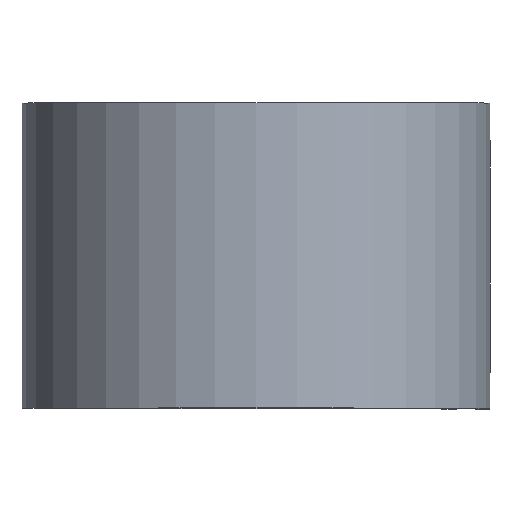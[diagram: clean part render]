
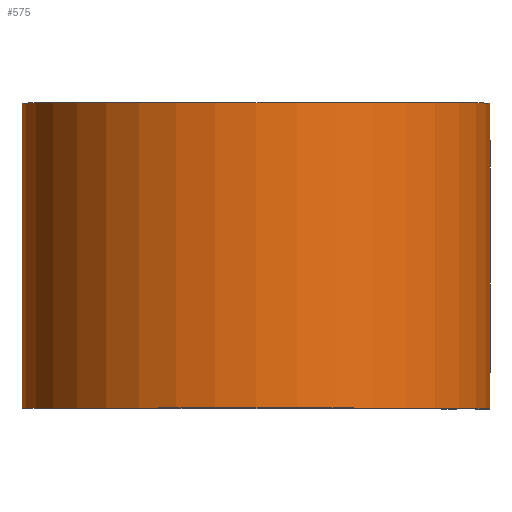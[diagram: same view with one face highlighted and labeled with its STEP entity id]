
A CAD part, top view. The second image highlights one B-rep face of the part: STEP entity #575.
In plain terms, the highlighted cylindrical face has radius 19.469 mm (diameter 38.938 mm), a partial arc.
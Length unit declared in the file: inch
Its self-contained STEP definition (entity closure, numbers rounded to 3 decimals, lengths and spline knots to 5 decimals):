
#12 = CARTESIAN_POINT ( 'NONE',  ( 0., -0.5, -0.7665 ) ) ;
#13 = AXIS2_PLACEMENT_3D ( 'NONE', #490, #486, #481 ) ;
#20 = EDGE_CURVE ( 'NONE', #190, #539, #674, .T. ) ;
#40 = VERTEX_POINT ( 'NONE', #451 ) ;
#49 = CYLINDRICAL_SURFACE ( 'NONE', #182, 0.7665 ) ;
#91 = DIRECTION ( 'NONE',  ( 0., -1., 0. ) ) ;
#178 = ORIENTED_EDGE ( 'NONE', *, *, #221, .T. ) ;
#182 = AXIS2_PLACEMENT_3D ( 'NONE', #446, #322, #501 ) ;
#190 = VERTEX_POINT ( 'NONE', #12 ) ;
#206 = CARTESIAN_POINT ( 'NONE',  ( 0.7665, 0.5, 0. ) ) ;
#212 = EDGE_CURVE ( 'NONE', #734, #40, #715, .T. ) ;
#221 = EDGE_CURVE ( 'NONE', #734, #190, #571, .T. ) ;
#253 = ORIENTED_EDGE ( 'NONE', *, *, #20, .T. ) ;
#312 = EDGE_LOOP ( 'NONE', ( #253, #533, #728, #178 ) ) ;
#322 = DIRECTION ( 'NONE',  ( 0., -1., 0. ) ) ;
#325 = EDGE_CURVE ( 'NONE', #40, #539, #622, .T. ) ;
#404 = VECTOR ( 'NONE', #554, 39.37008 ) ;
#446 = CARTESIAN_POINT ( 'NONE',  ( 0., 0.5, 0. ) ) ;
#451 = CARTESIAN_POINT ( 'NONE',  ( 0.7665, 0.5, 0. ) ) ;
#464 = CARTESIAN_POINT ( 'NONE',  ( 0., 0.5, -0.7665 ) ) ;
#473 = CARTESIAN_POINT ( 'NONE',  ( 0., 0.5, 0. ) ) ;
#474 = VECTOR ( 'NONE', #91, 39.37008 ) ;
#481 = DIRECTION ( 'NONE',  ( 1., 0., 0. ) ) ;
#486 = DIRECTION ( 'NONE',  ( 0., 1., 0. ) ) ;
#490 = CARTESIAN_POINT ( 'NONE',  ( 0., -0.5, 0. ) ) ;
#501 = DIRECTION ( 'NONE',  ( 0., 0., -1. ) ) ;
#533 = ORIENTED_EDGE ( 'NONE', *, *, #325, .F. ) ;
#539 = VERTEX_POINT ( 'NONE', #573 ) ;
#541 = FACE_OUTER_BOUND ( 'NONE', #312, .T. ) ;
#543 = DIRECTION ( 'NONE',  ( 1., 0., 0. ) ) ;
#554 = DIRECTION ( 'NONE',  ( 0., -1., 0. ) ) ;
#571 = LINE ( 'NONE', #700, #404 ) ;
#573 = CARTESIAN_POINT ( 'NONE',  ( 0.7665, -0.5, 0. ) ) ;
#575 = ADVANCED_FACE ( 'NONE', ( #541 ), #49, .T. ) ;
#576 = DIRECTION ( 'NONE',  ( 0., 1., 0. ) ) ;
#622 = LINE ( 'NONE', #206, #474 ) ;
#625 = AXIS2_PLACEMENT_3D ( 'NONE', #473, #576, #543 ) ;
#674 = CIRCLE ( 'NONE', #13, 0.7665 ) ;
#700 = CARTESIAN_POINT ( 'NONE',  ( 0., 0.5, -0.7665 ) ) ;
#715 = CIRCLE ( 'NONE', #625, 0.7665 ) ;
#728 = ORIENTED_EDGE ( 'NONE', *, *, #212, .F. ) ;
#734 = VERTEX_POINT ( 'NONE', #464 ) ;
